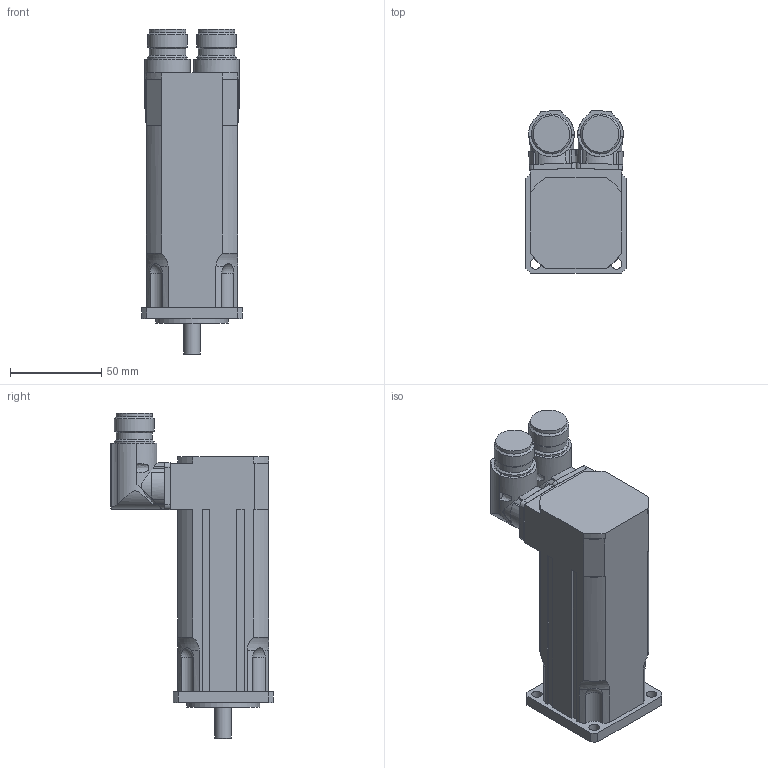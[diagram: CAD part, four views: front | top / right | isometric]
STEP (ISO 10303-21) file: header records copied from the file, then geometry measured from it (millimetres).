
FILE_DESCRIPTION((''),'2;1');
FILE_NAME('N2057 00 B Z_0075_S2.stp','2010-02-01T11:31:20',('oslejsek'),(''),'Autodesk Inventor 10','Autodesk Inventor 10','');
FILE_SCHEMA(('AUTOMOTIVE_DESIGN { 1 0 10303 214 1 1 1 1 }'));
Length unit declared in the file: millimetre
Products named in the file (3): N2057 00 B Z_0075_S2; N2057 00 B_0075; Konektor zahnuty neotocny
Assembly tree (3 placements, depth 2):
  N2057 00 B Z_0075_S2
    N2057 00 B_0075
    Konektor zahnuty neotocny  x2
Bounding box: 55 x 89.22 x 179 mm (x, y, z)
Volume: 375379.6 mm3; surface area: 51745.3 mm2
Topology: 3 solids, 3 shells, 232 faces, 630 edges, 414 vertices
Faces by surface type: cylinder 113, plane 91, bspline 13, cone 7, sphere 4, torus 4
Full cylindrical faces by diameter (mm): 2.7 x8, 9 x1, 20 x6, 22 x4, 26 x1, 40 x1
Entity records: 6030 total; most frequent: CARTESIAN_POINT 1868, DIRECTION 864, ORIENTED_EDGE 830, EDGE_CURVE 415, AXIS2_PLACEMENT_3D 330, VERTEX_POINT 288, EDGE_LOOP 213, VECTOR 204
